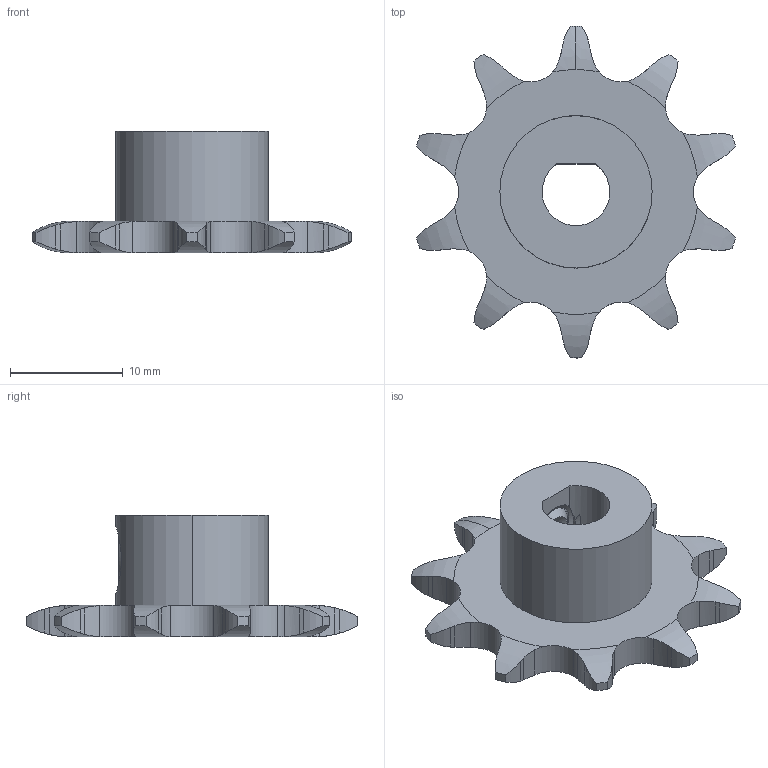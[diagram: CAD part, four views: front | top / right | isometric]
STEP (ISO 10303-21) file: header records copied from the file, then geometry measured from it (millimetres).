
FILE_DESCRIPTION (( 'STEP AP203' ), '1' );
FILE_NAME ('3307-1006-0010 assembly.STEP', '2019-12-03T21:09:18', ( '' ), ( '' ), 'SwSTEP 2.0', 'SolidWorks 2016', '' );
FILE_SCHEMA (( 'CONFIG_CONTROL_DESIGN' ));
Length unit declared in the file: millimetre
Products named in the file (3): 3307-1006-0010_2302K82; 2806-0005-0004_91390A117; 3307-1006-0010 assembly
Assembly tree (2 placements, depth 2):
  3307-1006-0010 assembly
    3307-1006-0010_2302K82
    2806-0005-0004_91390A117
Bounding box: 28.27 x 29.42 x 10.8 mm (x, y, z)
Volume: 2064.6 mm3; surface area: 1861.2 mm2
Topology: 2 solids, 2 shells, 188 faces, 530 edges, 343 vertices
Faces by surface type: cylinder 102, plane 38, torus 22, cone 18, bspline 8
Entity records: 11840 total; most frequent: CARTESIAN_POINT 7245, ORIENTED_EDGE 1052, DIRECTION 725, EDGE_CURVE 526, VERTEX_POINT 343, AXIS2_PLACEMENT_3D 287, B_SPLINE_CURVE_WITH_KNOTS 207, EDGE_LOOP 193
